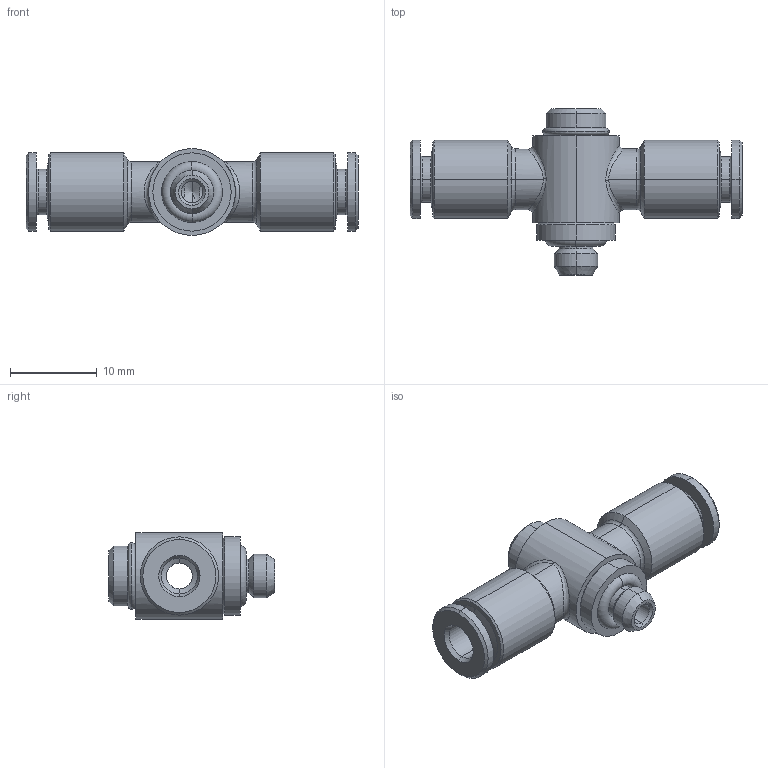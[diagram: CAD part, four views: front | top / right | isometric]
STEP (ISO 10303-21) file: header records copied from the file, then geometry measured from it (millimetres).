
FILE_DESCRIPTION (( 'STEP AP203' ), '1' );
FILE_NAME ('A0120010.STEP', '2009-11-25T08:42:57', ( 'Gabriele' ), ( 'C.Matic srl' ), 'SwSTEP 2.0', 'SolidWorks 2009', '' );
FILE_SCHEMA (( 'CONFIG_CONTROL_DESIGN' ));
Length unit declared in the file: millimetre
Products named in the file (1): A0120010
Bounding box: 38.2 x 19.1 x 10 mm (x, y, z)
Volume: 2155.6 mm3; surface area: 2245.1 mm2
Topology: 2 solids, 2 shells, 125 faces, 266 edges, 155 vertices
Faces by surface type: cone 44, cylinder 41, plane 28, torus 8, bspline 4
Entity records: 5332 total; most frequent: CARTESIAN_POINT 2552, DIRECTION 605, ORIENTED_EDGE 524, EDGE_CURVE 262, AXIS2_PLACEMENT_3D 252, VERTEX_POINT 155, EDGE_LOOP 143, CIRCLE 130
